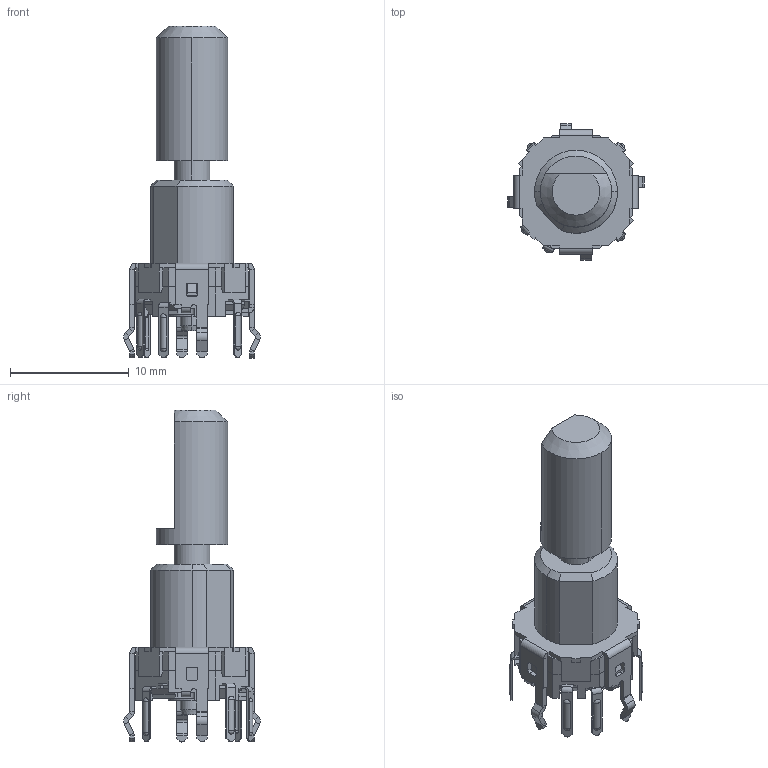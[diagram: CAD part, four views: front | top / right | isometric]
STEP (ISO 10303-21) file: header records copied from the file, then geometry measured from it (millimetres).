
FILE_DESCRIPTION (( 'STEP AP214' ), '1' );
FILE_NAME ('EC09E1524418.STEP', '2017-05-17T04:14:08', ( 'user' ), ( 'Hewlett-Packard Company' ), 'SwSTEP 2.0', 'SolidWorks 2014', '' );
FILE_SCHEMA (( 'AUTOMOTIVE_DESIGN' ));
Length unit declared in the file: millimetre
Products named in the file (1): EC09E1524418
Bounding box: 11.5 x 11.5 x 28 mm (x, y, z)
Volume: 886.4 mm3; surface area: 950.4 mm2
Topology: 1 solids, 1 shells, 658 faces, 1673 edges, 1018 vertices
Faces by surface type: plane 504, cylinder 124, sphere 20, cone 6, bspline 4
Entity records: 26424 total; most frequent: CARTESIAN_POINT 3422, ORIENTED_EDGE 3306, DIRECTION 3203, EDGE_CURVE 1653, LINE 1357, VECTOR 1357, VERTEX_POINT 1008, AXIS2_PLACEMENT_3D 923
